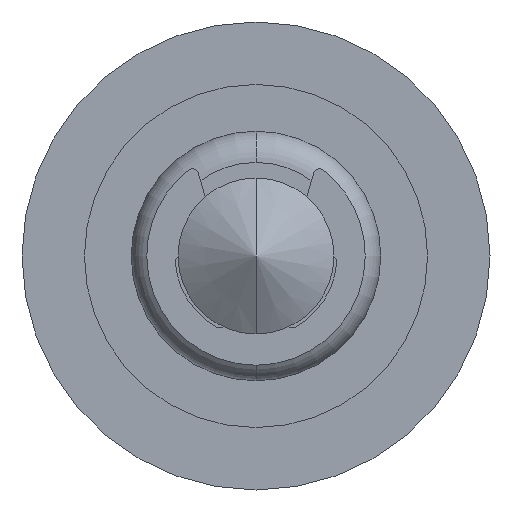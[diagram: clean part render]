
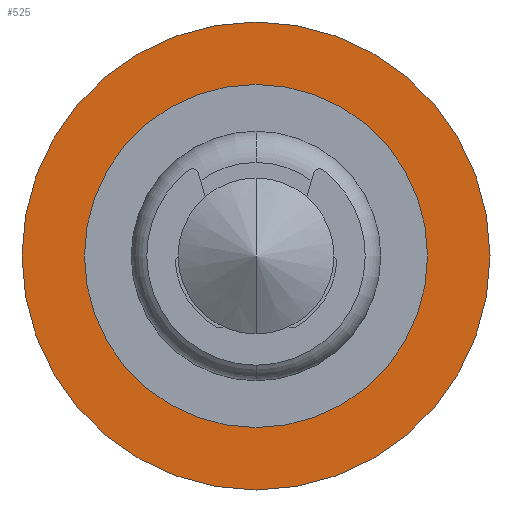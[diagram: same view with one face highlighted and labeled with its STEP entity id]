
A CAD part, front view. The second image highlights one B-rep face of the part: STEP entity #525.
In plain terms, the highlighted planar face has unit normal (0, -1, 0).
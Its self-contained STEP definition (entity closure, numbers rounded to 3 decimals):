
#82 = AXIS2_PLACEMENT_3D ( 'NONE', #956, #957, #958 ) ;
#125 = AXIS2_PLACEMENT_3D ( 'NONE', #959, #960, #961 ) ;
#231 = EDGE_CURVE ( 'NONE', #1916, #1880, #365, .T. ) ;
#232 = EDGE_CURVE ( 'NONE', #1936, #1888, #366, .T. ) ;
#352 = CIRCLE ( 'NONE', #2048, 7.5 ) ;
#359 = CIRCLE ( 'NONE', #2076, 5.5 ) ;
#365 = CIRCLE ( 'NONE', #82, 5.5 ) ;
#366 = CIRCLE ( 'NONE', #125, 7.5 ) ;
#447 = EDGE_CURVE ( 'NONE', #1880, #1916, #359, .T. ) ;
#471 = EDGE_CURVE ( 'NONE', #1888, #1936, #352, .T. ) ;
#525 = ADVANCED_FACE ( 'NONE', ( #885, #884 ), #1749, .T. ) ;
#556 = CARTESIAN_POINT ( 'NONE',  ( 0., 32.443, -7.5 ) ) ;
#570 = CARTESIAN_POINT ( 'NONE',  ( 0., 32.443, -5.5 ) ) ;
#590 = CARTESIAN_POINT ( 'NONE',  ( 0., 32.443, 7.5 ) ) ;
#884 = FACE_OUTER_BOUND ( 'NONE', #1250, .T. ) ;
#885 = FACE_BOUND ( 'NONE', #1280, .T. ) ;
#906 = AXIS2_PLACEMENT_3D ( 'NONE', #1751, #1753, #1755 ) ;
#956 = CARTESIAN_POINT ( 'NONE',  ( 0., 32.443, 0. ) ) ;
#957 = DIRECTION ( 'NONE',  ( 0., 1., 0. ) ) ;
#958 = DIRECTION ( 'NONE',  ( 0., 0., 1. ) ) ;
#959 = CARTESIAN_POINT ( 'NONE',  ( 0., 32.443, 0. ) ) ;
#960 = DIRECTION ( 'NONE',  ( 0., 1., 0. ) ) ;
#961 = DIRECTION ( 'NONE',  ( 0., 0., 1. ) ) ;
#1250 = EDGE_LOOP ( 'NONE', ( #1828, #1830 ) ) ;
#1269 = CARTESIAN_POINT ( 'NONE',  ( 0., 32.443, 0. ) ) ;
#1271 = DIRECTION ( 'NONE',  ( 0., 1., 0. ) ) ;
#1273 = DIRECTION ( 'NONE',  ( 0., 0., 1. ) ) ;
#1280 = EDGE_LOOP ( 'NONE', ( #1824, #1826 ) ) ;
#1419 = CARTESIAN_POINT ( 'NONE',  ( 0., 32.443, 0. ) ) ;
#1421 = DIRECTION ( 'NONE',  ( 0., 1., 0. ) ) ;
#1423 = DIRECTION ( 'NONE',  ( 0., 0., 1. ) ) ;
#1749 = PLANE ( 'NONE',  #906 ) ;
#1751 = CARTESIAN_POINT ( 'NONE',  ( -5.5, 32.443, 0. ) ) ;
#1753 = DIRECTION ( 'NONE',  ( 0., -1., 0. ) ) ;
#1755 = DIRECTION ( 'NONE',  ( 0., 0., -1. ) ) ;
#1824 = ORIENTED_EDGE ( 'NONE', *, *, #447, .T. ) ;
#1826 = ORIENTED_EDGE ( 'NONE', *, *, #231, .T. ) ;
#1828 = ORIENTED_EDGE ( 'NONE', *, *, #232, .F. ) ;
#1830 = ORIENTED_EDGE ( 'NONE', *, *, #471, .F. ) ;
#1880 = VERTEX_POINT ( 'NONE', #1911 ) ;
#1888 = VERTEX_POINT ( 'NONE', #556 ) ;
#1911 = CARTESIAN_POINT ( 'NONE',  ( 0., 32.443, 5.5 ) ) ;
#1916 = VERTEX_POINT ( 'NONE', #570 ) ;
#1936 = VERTEX_POINT ( 'NONE', #590 ) ;
#2048 = AXIS2_PLACEMENT_3D ( 'NONE', #1419, #1421, #1423 ) ;
#2076 = AXIS2_PLACEMENT_3D ( 'NONE', #1269, #1271, #1273 ) ;
